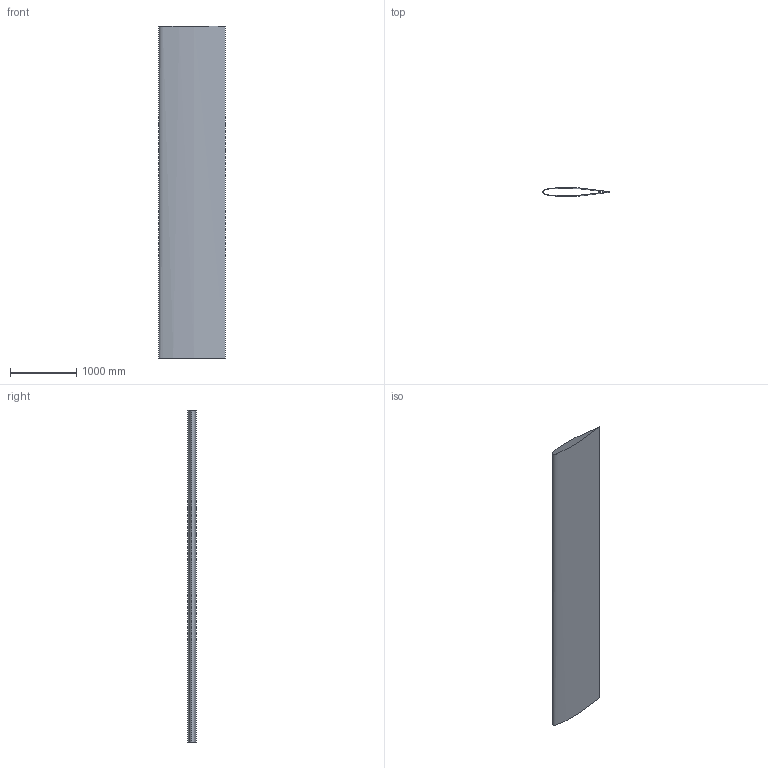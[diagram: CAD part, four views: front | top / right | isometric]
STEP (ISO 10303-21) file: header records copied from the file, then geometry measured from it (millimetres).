
FILE_DESCRIPTION(('CAx-IF Rec.Pracs.--- Model Styling and Organization---1.2---2011-12-15','CAx-IF Rec.Pracs.--- Geometric and Assembly Validation Properties ---4.0a---2013-11-27','CAx-IF Rec.Pracs.---PMI Polyline Presentation---2.0---2013-05-24'),'1');
FILE_NAME('step_file.step','2016-02-15T01:15:33+19:00',(' '),(' '),'HyperWorksVersion-13.0.0.119','3D_Kernel_IO2014-beta_14006 by CT CoreTechnologie',' ');
FILE_SCHEMA(('AUTOMOTIVE_DESIGN { 1 0 10303 214 1 1 1 1 }'));
Length unit declared in the file: metre
Products named in the file (1): step_file
Bounding box: 1000 x 123.48 x 5000 mm (x, y, z)
Surface area: 10195077.3 mm2 (no closed solid volume)
Topology: 0 solids, 1 shells, 2 faces, 8 edges, 8 vertices
Faces by surface type: bspline 2
Entity records: 3139 total; most frequent: CARTESIAN_POINT 3049, ORIENTED_EDGE 8, B_SPLINE_CURVE_WITH_KNOTS 6, EDGE_CURVE 6, DIRECTION 4, VERTEX_POINT 4, COLOUR_RGB 4, PRESENTATION_STYLE_ASSIGNMENT 4
